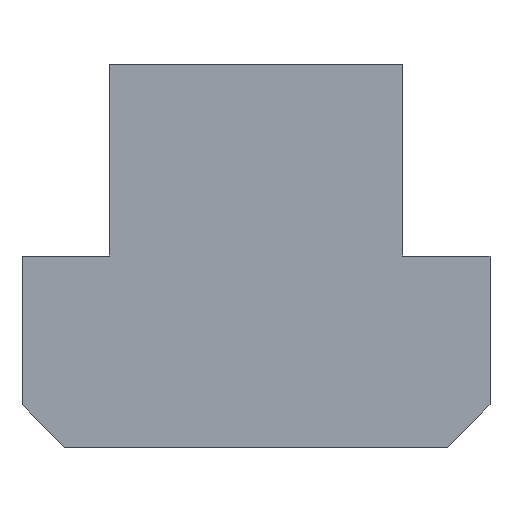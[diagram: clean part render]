
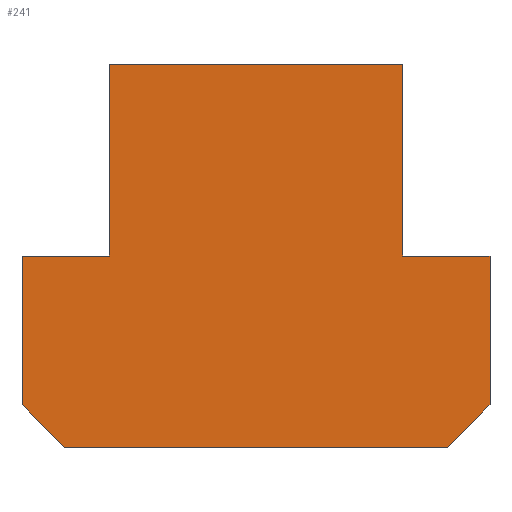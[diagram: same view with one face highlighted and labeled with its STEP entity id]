
A CAD part, front view. The second image highlights one B-rep face of the part: STEP entity #241.
In plain terms, the highlighted planar face has unit normal (0, -1, 0).
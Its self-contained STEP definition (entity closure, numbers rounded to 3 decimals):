
#133=VERTEX_POINT('',#319);
#135=VERTEX_POINT('',#321);
#137=EDGE_CURVE('',#149,#135,#323,.T.);
#143=EDGE_CURVE('',#133,#251,#329,.T.);
#149=VERTEX_POINT('',#335);
#161=VERTEX_POINT('',#347);
#165=EDGE_CURVE('',#185,#149,#351,.T.);
#177=EDGE_CURVE('',#209,#185,#365,.T.);
#179=EDGE_CURVE('',#213,#133,#367,.T.);
#185=VERTEX_POINT('',#373);
#209=VERTEX_POINT('',#401);
#213=VERTEX_POINT('',#405);
#217=VERTEX_POINT('',#411);
#221=EDGE_CURVE('',#161,#209,#415,.T.);
#229=EDGE_CURVE('',#253,#217,#423,.T.);
#235=EDGE_CURVE('',#217,#161,#429,.T.);
#241=ADVANCED_FACE('',(#436),#437,.T.);
#247=EDGE_CURVE('',#135,#213,#444,.T.);
#249=EDGE_CURVE('',#251,#253,#446,.T.);
#251=VERTEX_POINT('',#448);
#253=VERTEX_POINT('',#450);
#319=CARTESIAN_POINT('',(-22.,-22.0,-14.0));
#321=CARTESIAN_POINT('',(18.,-22.0,-18.0));
#323=LINE('',#523,#524);
#329=LINE('',#535,#536);
#335=CARTESIAN_POINT('',(22.0,-22.0,-14.0));
#347=CARTESIAN_POINT('',(13.8,-22.0,18.0));
#351=LINE('',#566,#567);
#365=LINE('',#584,#585);
#367=LINE('',#588,#589);
#373=CARTESIAN_POINT('',(22.0,-22.0,0.0));
#401=CARTESIAN_POINT('',(13.8,-22.0,0.0));
#405=CARTESIAN_POINT('',(-18.,-22.0,-18.0));
#411=CARTESIAN_POINT('',(-13.8,-22.0,18.0));
#415=LINE('',#653,#654);
#423=LINE('',#666,#667);
#429=LINE('',#676,#677);
#436=FACE_OUTER_BOUND('',#686,.T.);
#437=PLANE('',#687);
#444=LINE('',#695,#696);
#446=LINE('',#699,#700);
#448=CARTESIAN_POINT('',(-22.,-22.0,0.0));
#450=CARTESIAN_POINT('',(-13.8,-22.0,0.0));
#523=CARTESIAN_POINT('',(18.,-22.0,-18.0));
#524=VECTOR('',#775,1.0);
#535=CARTESIAN_POINT('',(-22.,-22.0,0.0));
#536=VECTOR('',#778,1.0);
#566=CARTESIAN_POINT('',(22.0,-22.0,-14.0));
#567=VECTOR('',#785,1.0);
#584=CARTESIAN_POINT('',(22.0,-22.0,0.0));
#585=VECTOR('',#813,1.0);
#588=CARTESIAN_POINT('',(-22.,-22.0,-14.0));
#589=VECTOR('',#814,1.0);
#653=CARTESIAN_POINT('',(13.8,-22.0,0.0));
#654=VECTOR('',#867,1.0);
#666=CARTESIAN_POINT('',(-13.8,-22.0,18.0));
#667=VECTOR('',#872,1.0);
#676=CARTESIAN_POINT('',(13.8,-22.0,18.0));
#677=VECTOR('',#874,1.0);
#686=EDGE_LOOP('',(#885,#886,#887,#888,#889,#890,#891,#892,#893,#894));
#687=AXIS2_PLACEMENT_3D('',#895,#896,#897);
#695=CARTESIAN_POINT('',(-18.,-22.0,-18.0));
#696=VECTOR('',#906,1.0);
#699=CARTESIAN_POINT('',(-13.8,-22.0,0.0));
#700=VECTOR('',#907,1.0);
#775=DIRECTION('',(-0.707,0.,-0.707));
#778=DIRECTION('',(0.0,0.,1.0));
#785=DIRECTION('',(0.0,0.,-1.0));
#813=DIRECTION('',(1.0,0.0,0.0));
#814=DIRECTION('',(-0.707,0.,0.707));
#867=DIRECTION('',(0.0,0.,-1.0));
#872=DIRECTION('',(0.0,0.,1.0));
#874=DIRECTION('',(1.0,0.0,0.0));
#885=ORIENTED_EDGE('',*,*,#137,.F.);
#886=ORIENTED_EDGE('',*,*,#165,.F.);
#887=ORIENTED_EDGE('',*,*,#177,.F.);
#888=ORIENTED_EDGE('',*,*,#221,.F.);
#889=ORIENTED_EDGE('',*,*,#235,.F.);
#890=ORIENTED_EDGE('',*,*,#229,.F.);
#891=ORIENTED_EDGE('',*,*,#249,.F.);
#892=ORIENTED_EDGE('',*,*,#143,.F.);
#893=ORIENTED_EDGE('',*,*,#179,.F.);
#894=ORIENTED_EDGE('',*,*,#247,.F.);
#895=CARTESIAN_POINT('',(0.,-22.0,-1.315));
#896=DIRECTION('',(0.0,-1.0,0.));
#897=DIRECTION('',(1.0,0.0,0.0));
#906=DIRECTION('',(-1.0,0.0,0.0));
#907=DIRECTION('',(1.0,0.0,0.0));
